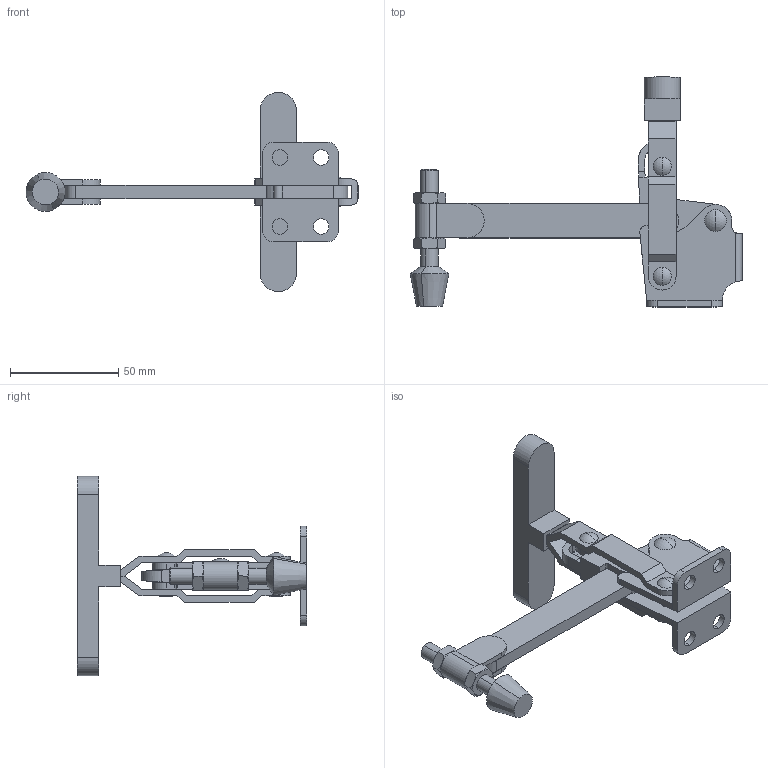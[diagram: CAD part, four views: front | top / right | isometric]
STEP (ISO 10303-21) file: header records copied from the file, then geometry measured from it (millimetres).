
FILE_DESCRIPTION (( 'STEP AP214' ), '1' );
FILE_NAME ('GH-12143(Â²¤Æ).STEP', '2020-04-29T06:29:12', ( 'LinWei' ), ( '' ), 'SwSTEP 2.0', 'SolidWorks 2016', '' );
FILE_SCHEMA (( 'AUTOMOTIVE_DESIGN' ));
Length unit declared in the file: millimetre
Products named in the file (6): Group1^EMC12141; Group4^GH-12145(簡化); 11214208-1^GH-12143(簡化); Group5^GH-12143(簡化); Group2^GH-12143(簡化); GH-12143(簡化)
Assembly tree (5 placements, depth 2):
  GH-12143(簡化)
    Group2^GH-12143(簡化)
    Group5^GH-12143(簡化)
    11214208-1^GH-12143(簡化)
    Group4^GH-12145(簡化)
    Group1^EMC12141
Bounding box: 153.18 x 106 x 92 mm (x, y, z)
Volume: 61610.9 mm3; surface area: 35490.8 mm2
Topology: 5 solids, 5 shells, 263 faces, 680 edges, 438 vertices
Faces by surface type: plane 126, cylinder 90, cone 30, sphere 8, torus 8, bspline 1
Entity records: 9836 total; most frequent: CARTESIAN_POINT 1866, DIRECTION 1424, ORIENTED_EDGE 1360, EDGE_CURVE 680, AXIS2_PLACEMENT_3D 532, VERTEX_POINT 438, VECTOR 360, LINE 360
